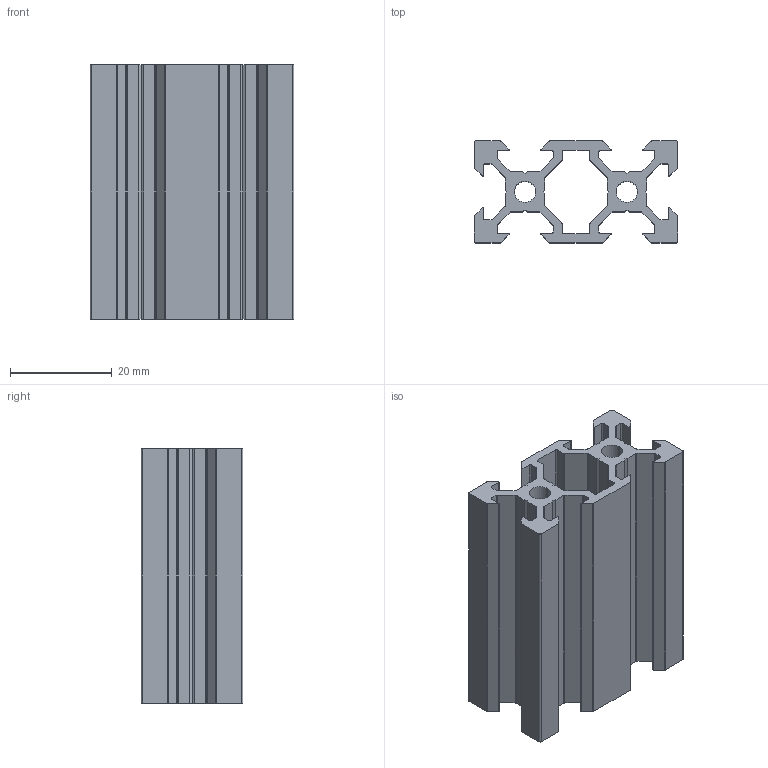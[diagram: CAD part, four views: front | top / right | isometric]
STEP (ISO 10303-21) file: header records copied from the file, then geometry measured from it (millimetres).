
FILE_DESCRIPTION (( 'STEP AP214' ), '1' );
FILE_NAME ('User Library-6-AS-6-2040-VSLOT.STEP', '2019-05-04T13:29:17', ( '' ), ( '' ), 'SwSTEP 2.0', 'SolidWorks 2019', '' );
FILE_SCHEMA (( 'AUTOMOTIVE_DESIGN' ));
Length unit declared in the file: millimetre
Products named in the file (1): User Library-6-AS-6-2040-VSLOT
Bounding box: 40 x 20 x 50 mm (x, y, z)
Volume: 14795.8 mm3; surface area: 15277.5 mm2
Topology: 1 solids, 1 shells, 186 faces, 552 edges, 368 vertices
Faces by surface type: plane 102, cylinder 84
Entity records: 6310 total; most frequent: CARTESIAN_POINT 1107, ORIENTED_EDGE 1104, DIRECTION 1094, EDGE_CURVE 552, LINE 384, VECTOR 384, VERTEX_POINT 368, AXIS2_PLACEMENT_3D 355
